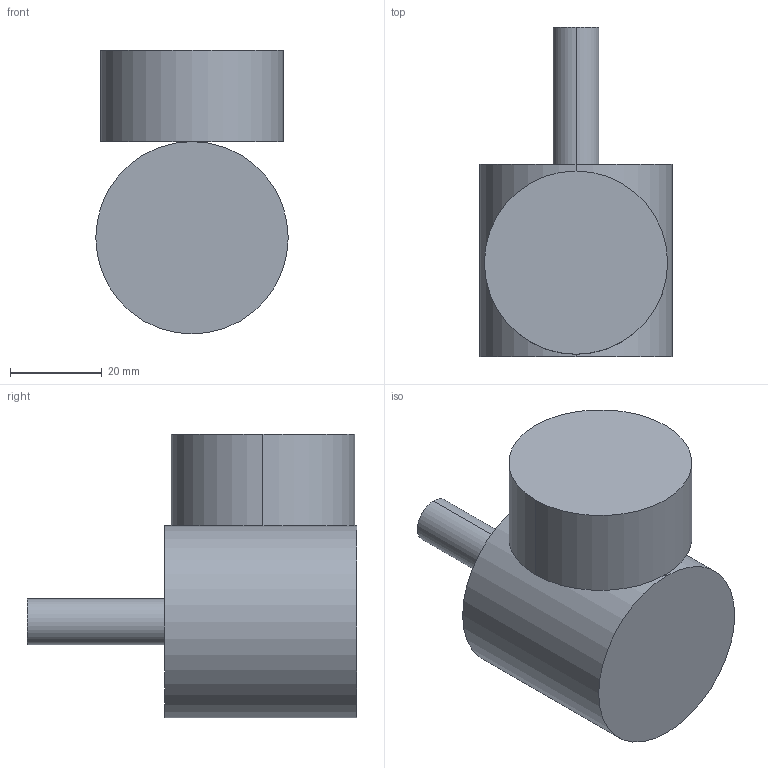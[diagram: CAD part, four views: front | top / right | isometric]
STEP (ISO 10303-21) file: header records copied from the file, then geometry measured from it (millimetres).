
FILE_DESCRIPTION (( 'STEP AP214' ), '1' );
FILE_NAME ('Part5.STEP', '2020-10-17T20:15:36', ( '' ), ( '' ), 'SwSTEP 2.0', 'SolidWorks 2018', '' );
FILE_SCHEMA (( 'AUTOMOTIVE_DESIGN' ));
Length unit declared in the file: millimetre
Products named in the file (1): Part5
Bounding box: 42 x 72 x 62 mm (x, y, z)
Volume: 85677.5 mm3; surface area: 14281.7 mm2
Topology: 2 solids, 2 shells, 11 faces, 18 edges, 12 vertices
Faces by surface type: cylinder 6, plane 5
Entity records: 307 total; most frequent: DIRECTION 54, CARTESIAN_POINT 42, ORIENTED_EDGE 36, AXIS2_PLACEMENT_3D 24, EDGE_CURVE 18, CIRCLE 12, EDGE_LOOP 12, VERTEX_POINT 12
